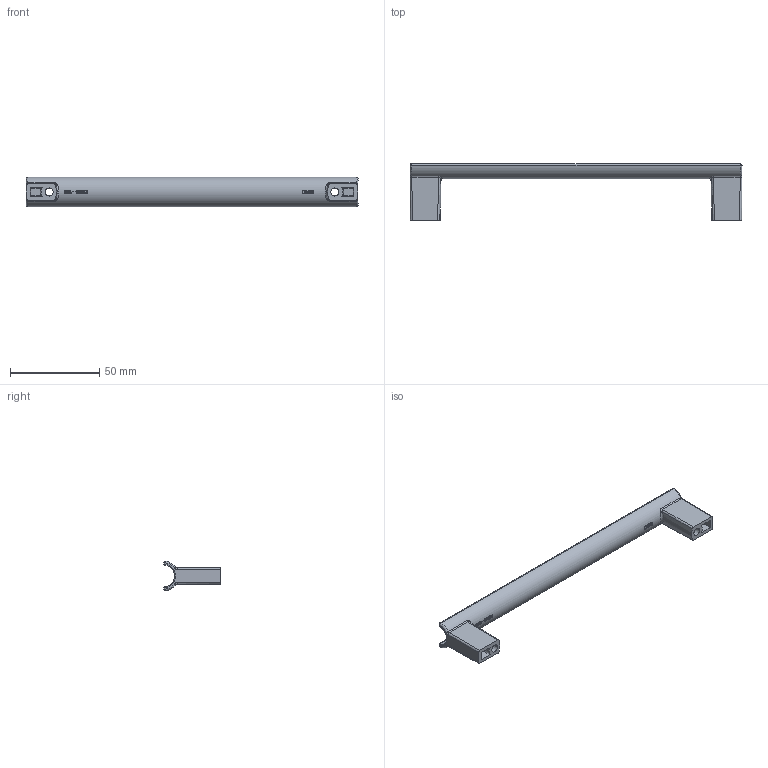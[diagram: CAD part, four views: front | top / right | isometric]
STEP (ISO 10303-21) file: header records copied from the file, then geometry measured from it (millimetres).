
FILE_DESCRIPTION(('Creo Elements/Direct Modeling STEP Export'),'2;1');
FILE_NAME('2658-186G.stp','2024-07-18T14:39:40',(''),(''),'Creo Elements/Direct Modeling STEP processor for AP214 (Solid Model)','Creo Elements/Direct Modeling 20.0 12-Nov-2016 (C) Parametric Technology GmbH','');
FILE_SCHEMA(('AUTOMOTIVE_DESIGN { 1 0 10303 214 1 1 1 1 }'));
Length unit declared in the file: millimetre
Products named in the file (2): ZN-12388
Assembly tree (1 placements, depth 2):
  ZN-12388
    ZN-12388
Bounding box: 185.99 x 31.6 x 16.66 mm (x, y, z)
Volume: 14701.8 mm3; surface area: 13252.3 mm2
Topology: 1 solids, 1 shells, 709 faces, 2019 edges, 1334 vertices
Faces by surface type: plane 627, cylinder 40, bspline 36, cone 6
Entity records: 25979 total; most frequent: CARTESIAN_POINT 6781, DIRECTION 4343, ORIENTED_EDGE 4038, EDGE_CURVE 2019, AXIS2_PLACEMENT_3D 1776, VERTEX_POINT 1334, ELLIPSE 990, VECTOR 791
